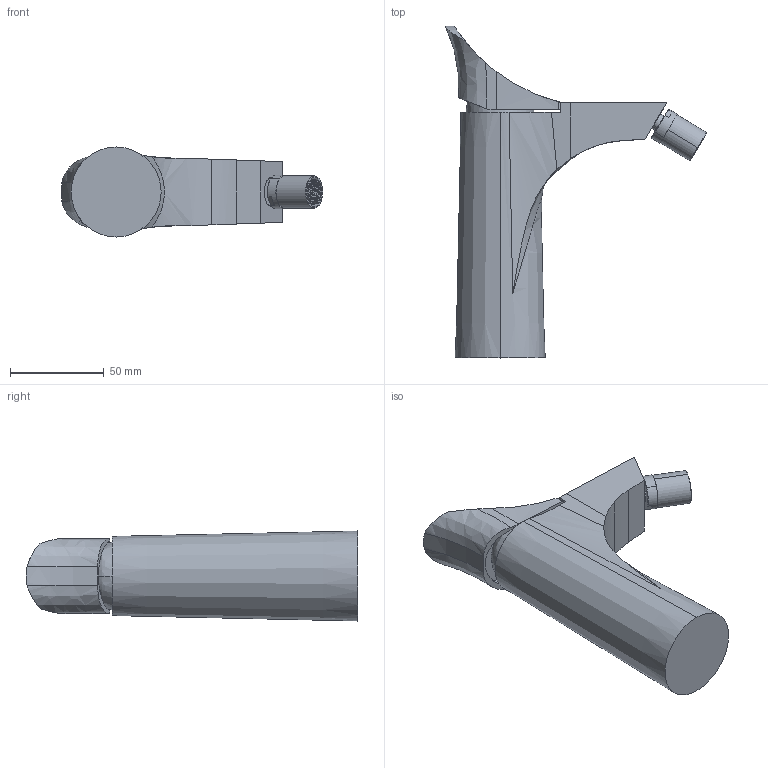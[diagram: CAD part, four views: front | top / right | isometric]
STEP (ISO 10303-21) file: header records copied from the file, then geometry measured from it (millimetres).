
FILE_DESCRIPTION (( 'STEP AP214' ), '1' );
FILE_NAME ('13086.STEP', '2023-10-06T15:21:17', ( '' ), ( '' ), 'SwSTEP 2.0', 'SolidWorks 2018', '' );
FILE_SCHEMA (( 'AUTOMOTIVE_DESIGN' ));
Length unit declared in the file: millimetre
Products named in the file (1): 13086
Bounding box: 139.38 x 177 x 48 mm (x, y, z)
Surface area: 41673.8 mm2 (no closed solid volume)
Topology: 0 solids, 6 shells, 216 faces, 707 edges, 498 vertices
Faces by surface type: plane 176, bspline 17, cylinder 14, torus 5, cone 4
Entity records: 11477 total; most frequent: CARTESIAN_POINT 3128, ORIENTED_EDGE 1124, DIRECTION 1112, EDGE_CURVE 707, LINE 594, VECTOR 594, VERTEX_POINT 498, EDGE_LOOP 259
